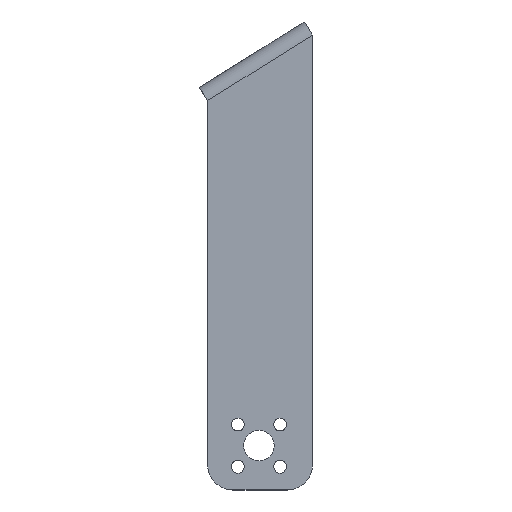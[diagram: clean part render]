
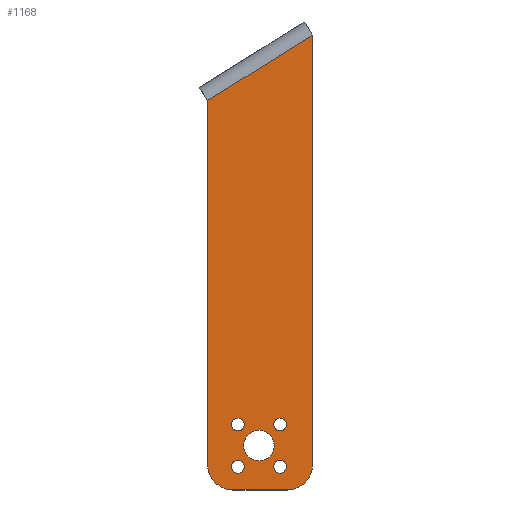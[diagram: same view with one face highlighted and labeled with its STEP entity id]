
A CAD part, left-side view. The second image highlights one B-rep face of the part: STEP entity #1168.
In plain terms, the highlighted planar face has unit normal (-1, 0, 0).
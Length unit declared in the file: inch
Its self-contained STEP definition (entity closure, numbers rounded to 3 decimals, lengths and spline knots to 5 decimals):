
#20=FACE_BOUND('',#218,.T.);
#21=FACE_BOUND('',#219,.T.);
#22=FACE_BOUND('',#220,.T.);
#23=FACE_BOUND('',#221,.T.);
#24=FACE_BOUND('',#222,.T.);
#54=CIRCLE('',#1248,0.08268);
#56=CIRCLE('',#1251,0.08268);
#58=CIRCLE('',#1254,0.08268);
#60=CIRCLE('',#1257,0.08268);
#63=CIRCLE('',#1261,0.32583);
#64=CIRCLE('',#1264,0.32583);
#65=CIRCLE('',#1265,0.19685);
#148=FACE_OUTER_BOUND('',#217,.T.);
#217=EDGE_LOOP('',(#882,#883,#884,#885,#886,#887));
#218=EDGE_LOOP('',(#888));
#219=EDGE_LOOP('',(#889));
#220=EDGE_LOOP('',(#890));
#221=EDGE_LOOP('',(#891));
#222=EDGE_LOOP('',(#892));
#315=LINE('',#1842,#425);
#318=LINE('',#1848,#428);
#319=LINE('',#1850,#429);
#320=LINE('',#1852,#430);
#425=VECTOR('',#1483,0.3937);
#428=VECTOR('',#1488,0.3937);
#429=VECTOR('',#1489,0.3937);
#430=VECTOR('',#1490,0.3937);
#532=VERTEX_POINT('',#1808);
#534=VERTEX_POINT('',#1814);
#536=VERTEX_POINT('',#1820);
#538=VERTEX_POINT('',#1826);
#542=VERTEX_POINT('',#1835);
#543=VERTEX_POINT('',#1837);
#544=VERTEX_POINT('',#1841);
#546=VERTEX_POINT('',#1847);
#547=VERTEX_POINT('',#1849);
#548=VERTEX_POINT('',#1851);
#549=VERTEX_POINT('',#1854);
#656=EDGE_CURVE('',#532,#532,#54,.T.);
#659=EDGE_CURVE('',#534,#534,#56,.T.);
#662=EDGE_CURVE('',#536,#536,#58,.T.);
#665=EDGE_CURVE('',#538,#538,#60,.T.);
#670=EDGE_CURVE('',#542,#543,#63,.T.);
#672=EDGE_CURVE('',#544,#543,#315,.T.);
#675=EDGE_CURVE('',#546,#542,#318,.T.);
#676=EDGE_CURVE('',#546,#547,#319,.T.);
#677=EDGE_CURVE('',#547,#548,#320,.T.);
#678=EDGE_CURVE('',#544,#548,#64,.T.);
#679=EDGE_CURVE('',#549,#549,#65,.T.);
#882=ORIENTED_EDGE('',*,*,#670,.F.);
#883=ORIENTED_EDGE('',*,*,#675,.F.);
#884=ORIENTED_EDGE('',*,*,#676,.T.);
#885=ORIENTED_EDGE('',*,*,#677,.T.);
#886=ORIENTED_EDGE('',*,*,#678,.F.);
#887=ORIENTED_EDGE('',*,*,#672,.T.);
#888=ORIENTED_EDGE('',*,*,#656,.T.);
#889=ORIENTED_EDGE('',*,*,#659,.T.);
#890=ORIENTED_EDGE('',*,*,#662,.T.);
#891=ORIENTED_EDGE('',*,*,#665,.T.);
#892=ORIENTED_EDGE('',*,*,#679,.T.);
#1121=PLANE('',#1263);
#1168=ADVANCED_FACE('',(#148,#20,#21,#22,#23,#24),#1121,.T.);
#1248=AXIS2_PLACEMENT_3D('',#1809,#1447,#1448);
#1251=AXIS2_PLACEMENT_3D('',#1815,#1454,#1455);
#1254=AXIS2_PLACEMENT_3D('',#1821,#1461,#1462);
#1257=AXIS2_PLACEMENT_3D('',#1827,#1468,#1469);
#1261=AXIS2_PLACEMENT_3D('',#1838,#1478,#1479);
#1263=AXIS2_PLACEMENT_3D('',#1846,#1486,#1487);
#1264=AXIS2_PLACEMENT_3D('',#1853,#1491,#1492);
#1265=AXIS2_PLACEMENT_3D('',#1855,#1493,#1494);
#1447=DIRECTION('center_axis',(1.,0.,0.));
#1448=DIRECTION('ref_axis',(0.,0.,1.));
#1454=DIRECTION('center_axis',(1.,0.,0.));
#1455=DIRECTION('ref_axis',(0.,0.,1.));
#1461=DIRECTION('center_axis',(1.,0.,0.));
#1462=DIRECTION('ref_axis',(0.,0.,1.));
#1468=DIRECTION('center_axis',(1.,0.,0.));
#1469=DIRECTION('ref_axis',(0.,0.,1.));
#1478=DIRECTION('center_axis',(1.,0.,0.));
#1479=DIRECTION('ref_axis',(0.,-0.707,-0.707));
#1483=DIRECTION('',(0.,-1.,0.));
#1486=DIRECTION('center_axis',(-1.,0.,0.));
#1487=DIRECTION('ref_axis',(0.,0.,1.));
#1488=DIRECTION('',(0.,0.,-1.));
#1489=DIRECTION('',(0.,0.848,-0.53));
#1490=DIRECTION('',(0.,0.,-1.));
#1491=DIRECTION('center_axis',(1.,0.,0.));
#1492=DIRECTION('ref_axis',(0.,0.707,-0.707));
#1493=DIRECTION('center_axis',(1.,0.,0.));
#1494=DIRECTION('ref_axis',(0.,0.,1.));
#1808=CARTESIAN_POINT('',(-4.11662,0.41961,-1.98548));
#1809=CARTESIAN_POINT('Origin',(-4.11662,0.41961,-1.9028));
#1814=CARTESIAN_POINT('',(-4.11662,0.96409,-1.98548));
#1815=CARTESIAN_POINT('Origin',(-4.11662,0.96409,-1.9028));
#1820=CARTESIAN_POINT('',(-4.11662,0.41961,-2.52995));
#1821=CARTESIAN_POINT('Origin',(-4.11662,0.41961,-2.44728));
#1826=CARTESIAN_POINT('',(-4.11662,0.96409,-2.52995));
#1827=CARTESIAN_POINT('Origin',(-4.11662,0.96409,-2.44728));
#1835=CARTESIAN_POINT('',(-4.11662,0.,-2.42232));
#1837=CARTESIAN_POINT('',(-4.11662,0.32583,-2.74815));
#1838=CARTESIAN_POINT('Origin',(-4.11662,0.32583,-2.42232));
#1841=CARTESIAN_POINT('',(-4.11662,1.02852,-2.74815));
#1842=CARTESIAN_POINT('',(-4.11662,0.67718,-2.74815));
#1846=CARTESIAN_POINT('Origin',(-4.11662,0.67718,1.96256));
#1847=CARTESIAN_POINT('',(-4.11662,0.,3.13011));
#1848=CARTESIAN_POINT('',(-4.11662,0.,0.79502));
#1849=CARTESIAN_POINT('',(-4.11662,1.35435,2.28382));
#1850=CARTESIAN_POINT('',(-4.11662,0.,3.13011));
#1851=CARTESIAN_POINT('',(-4.11662,1.35435,-2.42232));
#1852=CARTESIAN_POINT('',(-4.11662,1.35435,2.28382));
#1853=CARTESIAN_POINT('Origin',(-4.11662,1.02852,-2.42232));
#1854=CARTESIAN_POINT('',(-4.11662,0.69185,-2.37189));
#1855=CARTESIAN_POINT('Origin',(-4.11662,0.69185,-2.17504));
